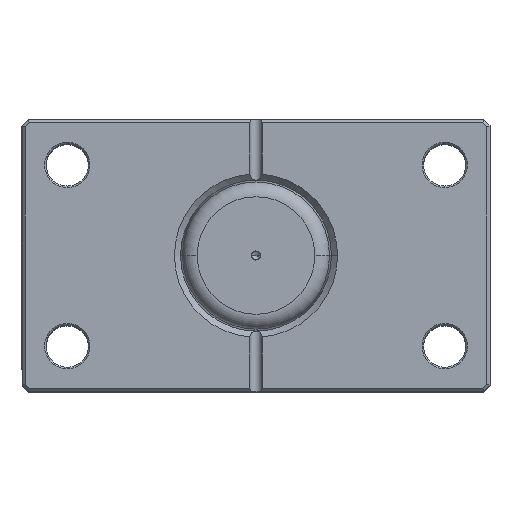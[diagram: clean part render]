
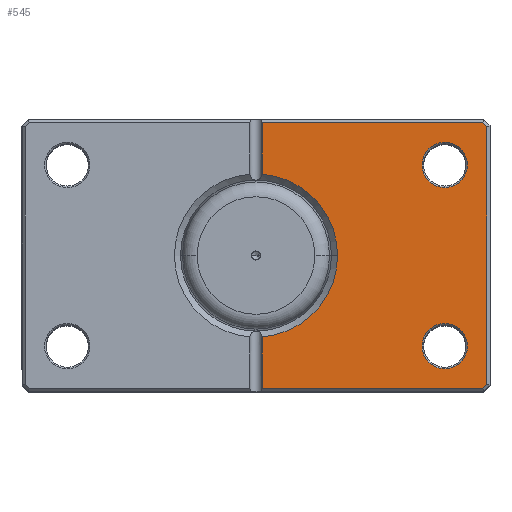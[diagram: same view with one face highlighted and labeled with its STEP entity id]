
A CAD part, top view. The second image highlights one B-rep face of the part: STEP entity #545.
In plain terms, the highlighted face is planar.
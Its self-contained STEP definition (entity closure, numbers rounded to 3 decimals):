
#25 = LINE ( 'NONE', #6041, #3621 ) ;
#36 = LINE ( 'NONE', #3381, #3760 ) ;
#143 = ORIENTED_EDGE ( 'NONE', *, *, #3786, .T. ) ;
#182 = CARTESIAN_POINT ( 'NONE',  ( -2., 45., 0. ) ) ;
#340 = VECTOR ( 'NONE', #4851, 1000. ) ;
#421 = EDGE_CURVE ( 'NONE', #3130, #3678, #4737, .T. ) ;
#457 = VERTEX_POINT ( 'NONE', #5716 ) ;
#507 = CARTESIAN_POINT ( 'NONE',  ( -62.5, -30., 0. ) ) ;
#513 = VERTEX_POINT ( 'NONE', #5237 ) ;
#522 = ORIENTED_EDGE ( 'NONE', *, *, #6043, .T. ) ;
#545 = ADVANCED_FACE ( 'NONE', ( #556, #4147, #2884 ), #1412, .F. ) ;
#556 = FACE_BOUND ( 'NONE', #5277, .T. ) ;
#587 = DIRECTION ( 'NONE',  ( -1., 0., 0. ) ) ;
#673 = DIRECTION ( 'NONE',  ( 0., 0., 1. ) ) ;
#771 = AXIS2_PLACEMENT_3D ( 'NONE', #2452, #5766, #2917 ) ;
#799 = AXIS2_PLACEMENT_3D ( 'NONE', #2816, #5195, #5674 ) ;
#878 = ORIENTED_EDGE ( 'NONE', *, *, #2522, .T. ) ;
#931 = VECTOR ( 'NONE', #3709, 1000. ) ;
#982 = DIRECTION ( 'NONE',  ( 1., 0., 0. ) ) ;
#1089 = DIRECTION ( 'NONE',  ( 1., 0., 0. ) ) ;
#1103 = CARTESIAN_POINT ( 'NONE',  ( -2., 45., 0. ) ) ;
#1152 = AXIS2_PLACEMENT_3D ( 'NONE', #1529, #4820, #1997 ) ;
#1272 = ORIENTED_EDGE ( 'NONE', *, *, #3685, .T. ) ;
#1411 = DIRECTION ( 'NONE',  ( -0.707, 0.707, 0. ) ) ;
#1412 = PLANE ( 'NONE',  #799 ) ;
#1477 = CIRCLE ( 'NONE', #4141, 27. ) ;
#1529 = CARTESIAN_POINT ( 'NONE',  ( -62.5, 30., 0. ) ) ;
#1611 = EDGE_CURVE ( 'NONE', #4383, #3200, #3560, .T. ) ;
#1698 = CARTESIAN_POINT ( 'NONE',  ( -2., -44., 0. ) ) ;
#1828 = AXIS2_PLACEMENT_3D ( 'NONE', #5331, #2023, #1089 ) ;
#1997 = DIRECTION ( 'NONE',  ( 1., 0., 0. ) ) ;
#2023 = DIRECTION ( 'NONE',  ( 0., 0., 1. ) ) ;
#2035 = CARTESIAN_POINT ( 'NONE',  ( -59.543, 59.543, 0. ) ) ;
#2098 = VECTOR ( 'NONE', #4384, 1000. ) ;
#2258 = CARTESIAN_POINT ( 'NONE',  ( -27., 0., 0. ) ) ;
#2259 = EDGE_CURVE ( 'NONE', #5580, #3679, #25, .T. ) ;
#2294 = VERTEX_POINT ( 'NONE', #5625 ) ;
#2300 = ORIENTED_EDGE ( 'NONE', *, *, #4812, .T. ) ;
#2387 = CARTESIAN_POINT ( 'NONE',  ( 0., 0., 0. ) ) ;
#2408 = CARTESIAN_POINT ( 'NONE',  ( -55., -30., 0. ) ) ;
#2449 = LINE ( 'NONE', #5144, #931 ) ;
#2452 = CARTESIAN_POINT ( 'NONE',  ( -62.5, -30., 0. ) ) ;
#2522 = EDGE_CURVE ( 'NONE', #3891, #4383, #3102, .T. ) ;
#2637 = CARTESIAN_POINT ( 'NONE',  ( -2., -26.926, 0. ) ) ;
#2707 = DIRECTION ( 'NONE',  ( 0., 1., 0. ) ) ;
#2719 = CARTESIAN_POINT ( 'NONE',  ( -75.086, 44., 0. ) ) ;
#2736 = ORIENTED_EDGE ( 'NONE', *, *, #2259, .T. ) ;
#2790 = LINE ( 'NONE', #3729, #5179 ) ;
#2816 = CARTESIAN_POINT ( 'NONE',  ( 0., 0., 0. ) ) ;
#2844 = EDGE_CURVE ( 'NONE', #457, #3248, #2858, .T. ) ;
#2847 = DIRECTION ( 'NONE',  ( 1., 0., 0. ) ) ;
#2858 = CIRCLE ( 'NONE', #4700, 7.5 ) ;
#2884 = FACE_OUTER_BOUND ( 'NONE', #4918, .T. ) ;
#2917 = DIRECTION ( 'NONE',  ( 1., 0., 0. ) ) ;
#2921 = ORIENTED_EDGE ( 'NONE', *, *, #2844, .T. ) ;
#2965 = EDGE_LOOP ( 'NONE', ( #4914, #3472 ) ) ;
#2980 = EDGE_CURVE ( 'NONE', #3678, #3130, #3095, .T. ) ;
#3095 = CIRCLE ( 'NONE', #1152, 7.5 ) ;
#3102 = CIRCLE ( 'NONE', #3871, 27. ) ;
#3130 = VERTEX_POINT ( 'NONE', #5884 ) ;
#3200 = VERTEX_POINT ( 'NONE', #1698 ) ;
#3248 = VERTEX_POINT ( 'NONE', #2408 ) ;
#3343 = ORIENTED_EDGE ( 'NONE', *, *, #3973, .T. ) ;
#3381 = CARTESIAN_POINT ( 'NONE',  ( 0., -44., 0. ) ) ;
#3447 = DIRECTION ( 'NONE',  ( 0., -1., 0. ) ) ;
#3457 = CARTESIAN_POINT ( 'NONE',  ( 0., 0., 0. ) ) ;
#3472 = ORIENTED_EDGE ( 'NONE', *, *, #2980, .T. ) ;
#3560 = LINE ( 'NONE', #182, #6097 ) ;
#3621 = VECTOR ( 'NONE', #2707, 1000. ) ;
#3678 = VERTEX_POINT ( 'NONE', #4296 ) ;
#3679 = VERTEX_POINT ( 'NONE', #4791 ) ;
#3685 = EDGE_CURVE ( 'NONE', #3200, #4162, #36, .T. ) ;
#3709 = DIRECTION ( 'NONE',  ( 1., 0., 0. ) ) ;
#3729 = CARTESIAN_POINT ( 'NONE',  ( -59.543, -59.543, 0. ) ) ;
#3754 = LINE ( 'NONE', #2035, #340 ) ;
#3760 = VECTOR ( 'NONE', #587, 1000. ) ;
#3769 = DIRECTION ( 'NONE',  ( 0., 0., 1. ) ) ;
#3786 = EDGE_CURVE ( 'NONE', #513, #2294, #4602, .T. ) ;
#3871 = AXIS2_PLACEMENT_3D ( 'NONE', #2387, #5708, #2847 ) ;
#3891 = VERTEX_POINT ( 'NONE', #2258 ) ;
#3943 = DIRECTION ( 'NONE',  ( 1., 0., 0. ) ) ;
#3946 = ORIENTED_EDGE ( 'NONE', *, *, #5813, .T. ) ;
#3973 = EDGE_CURVE ( 'NONE', #5701, #513, #2449, .T. ) ;
#4141 = AXIS2_PLACEMENT_3D ( 'NONE', #3457, #673, #3943 ) ;
#4147 = FACE_BOUND ( 'NONE', #2965, .T. ) ;
#4153 = CARTESIAN_POINT ( 'NONE',  ( -76.5, -42.586, 0. ) ) ;
#4162 = VERTEX_POINT ( 'NONE', #5257 ) ;
#4296 = CARTESIAN_POINT ( 'NONE',  ( -55., 30., 0. ) ) ;
#4327 = ORIENTED_EDGE ( 'NONE', *, *, #5264, .T. ) ;
#4383 = VERTEX_POINT ( 'NONE', #2637 ) ;
#4384 = DIRECTION ( 'NONE',  ( 0., -1., 0. ) ) ;
#4602 = LINE ( 'NONE', #1103, #2098 ) ;
#4700 = AXIS2_PLACEMENT_3D ( 'NONE', #507, #3769, #982 ) ;
#4737 = CIRCLE ( 'NONE', #1828, 7.5 ) ;
#4791 = CARTESIAN_POINT ( 'NONE',  ( -76.5, 42.586, 0. ) ) ;
#4812 = EDGE_CURVE ( 'NONE', #3679, #5701, #3754, .T. ) ;
#4820 = DIRECTION ( 'NONE',  ( 0., 0., 1. ) ) ;
#4851 = DIRECTION ( 'NONE',  ( 0.707, 0.707, 0. ) ) ;
#4914 = ORIENTED_EDGE ( 'NONE', *, *, #421, .T. ) ;
#4918 = EDGE_LOOP ( 'NONE', ( #143, #522, #878, #5058, #1272, #3946, #2736, #2300, #3343 ) ) ;
#5058 = ORIENTED_EDGE ( 'NONE', *, *, #1611, .T. ) ;
#5144 = CARTESIAN_POINT ( 'NONE',  ( 0., 44., 0. ) ) ;
#5179 = VECTOR ( 'NONE', #1411, 1000. ) ;
#5195 = DIRECTION ( 'NONE',  ( 0., 0., 1. ) ) ;
#5237 = CARTESIAN_POINT ( 'NONE',  ( -2., 44., 0. ) ) ;
#5257 = CARTESIAN_POINT ( 'NONE',  ( -75.086, -44., 0. ) ) ;
#5264 = EDGE_CURVE ( 'NONE', #3248, #457, #5345, .T. ) ;
#5277 = EDGE_LOOP ( 'NONE', ( #2921, #4327 ) ) ;
#5331 = CARTESIAN_POINT ( 'NONE',  ( -62.5, 30., 0. ) ) ;
#5345 = CIRCLE ( 'NONE', #771, 7.5 ) ;
#5580 = VERTEX_POINT ( 'NONE', #4153 ) ;
#5625 = CARTESIAN_POINT ( 'NONE',  ( -2., 26.926, 0. ) ) ;
#5674 = DIRECTION ( 'NONE',  ( 1., 0., 0. ) ) ;
#5701 = VERTEX_POINT ( 'NONE', #2719 ) ;
#5708 = DIRECTION ( 'NONE',  ( 0., 0., 1. ) ) ;
#5716 = CARTESIAN_POINT ( 'NONE',  ( -70., -30., 0. ) ) ;
#5766 = DIRECTION ( 'NONE',  ( 0., 0., 1. ) ) ;
#5813 = EDGE_CURVE ( 'NONE', #4162, #5580, #2790, .T. ) ;
#5884 = CARTESIAN_POINT ( 'NONE',  ( -70., 30., 0. ) ) ;
#6041 = CARTESIAN_POINT ( 'NONE',  ( -76.5, 0., 0. ) ) ;
#6043 = EDGE_CURVE ( 'NONE', #2294, #3891, #1477, .T. ) ;
#6097 = VECTOR ( 'NONE', #3447, 1000. ) ;
